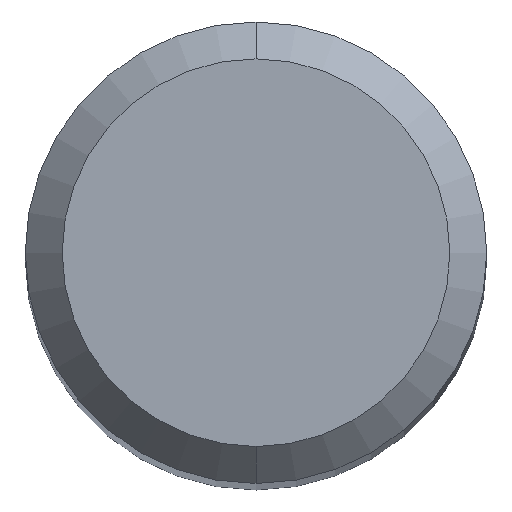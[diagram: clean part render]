
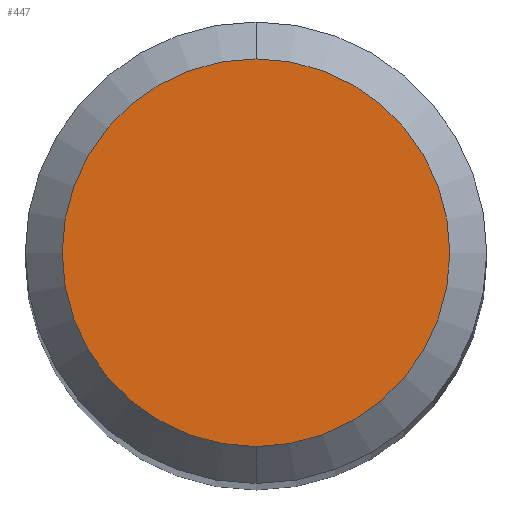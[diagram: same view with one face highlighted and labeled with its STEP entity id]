
A CAD part, top view. The second image highlights one B-rep face of the part: STEP entity #447.
In plain terms, the highlighted planar face has unit normal (0, 0, 1).
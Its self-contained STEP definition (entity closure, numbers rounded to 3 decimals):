
#319=EDGE_CURVE('',#395,#387,#641,.T.);
#387=VERTEX_POINT('',#714);
#395=VERTEX_POINT('',#724);
#429=EDGE_CURVE('',#387,#395,#763,.T.);
#447=ADVANCED_FACE('',(#781),#782,.T.);
#641=CIRCLE('',#1171,2.1);
#714=CARTESIAN_POINT('',(0.0,2.1,0.0));
#724=CARTESIAN_POINT('',(0.,-2.1,0.0));
#763=CIRCLE('',#1387,2.1);
#781=FACE_OUTER_BOUND('',#1419,.T.);
#782=PLANE('',#1420);
#1171=AXIS2_PLACEMENT_3D('',#1615,#1616,#1617);
#1387=AXIS2_PLACEMENT_3D('',#1765,#1766,#1767);
#1419=EDGE_LOOP('',(#1778,#1779));
#1420=AXIS2_PLACEMENT_3D('',#1780,#1781,#1782);
#1615=CARTESIAN_POINT('',(0.0,0.0,0.0));
#1616=DIRECTION('',(0.0,0.0,-1.0));
#1617=DIRECTION('',(0.0,1.0,0.0));
#1765=CARTESIAN_POINT('',(0.0,0.0,0.0));
#1766=DIRECTION('',(0.0,0.0,-1.0));
#1767=DIRECTION('',(0.0,1.0,0.0));
#1778=ORIENTED_EDGE('',*,*,#429,.F.);
#1779=ORIENTED_EDGE('',*,*,#319,.F.);
#1780=CARTESIAN_POINT('',(0.0,1.05,0.0));
#1781=DIRECTION('',(-0.0,0.0,1.0));
#1782=DIRECTION('',(0.0,-1.0,0.0));
